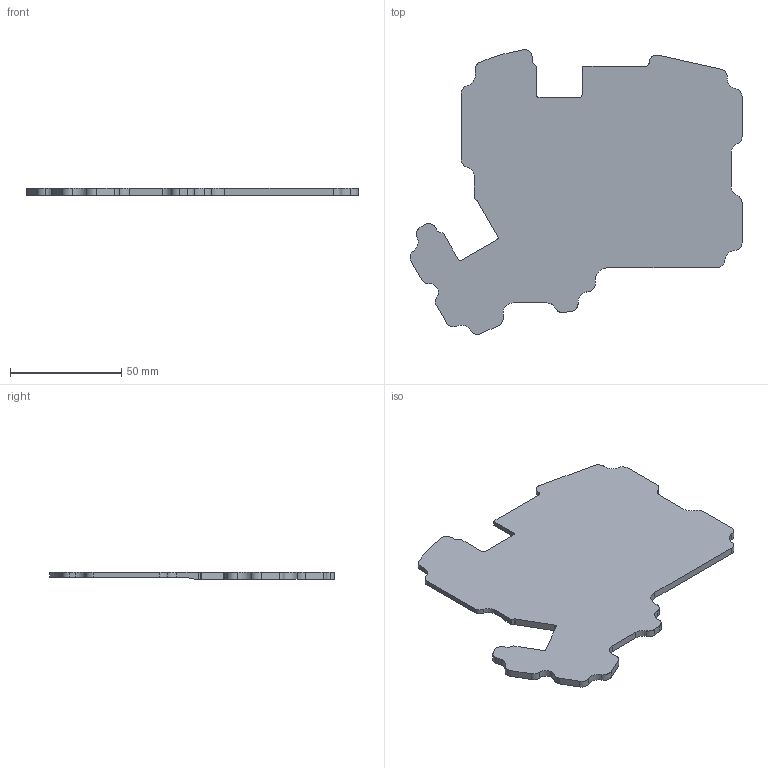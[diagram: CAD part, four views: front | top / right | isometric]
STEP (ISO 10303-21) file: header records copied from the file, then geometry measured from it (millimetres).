
FILE_DESCRIPTION(/* description */ (''),/* implementation_level */ '2;1');
FILE_NAME(/* name */ 'Iris AE Insert Right.step',/* time_stamp */ '2023-03-21T22:41:30-04:00',/* author */ (''),/* organization */ (''),/* preprocessor_version */ 'ST-DEVELOPER v19.2',/* originating_system */ 'Autodesk Translation Framework v11.17.0.187',/* authorisation */ '');
FILE_SCHEMA (('AUTOMOTIVE_DESIGN { 1 0 10303 214 3 1 1 }'));
Length unit declared in the file: millimetre
Products named in the file (2): Iris AE Case; Insert(Mirror)
Assembly tree (1 placements, depth 2):
  Iris AE Case
    Insert(Mirror)
Bounding box: 149.16 x 127.94 x 3.16 mm (x, y, z)
Volume: 32558.5 mm3; surface area: 26515.5 mm2
Topology: 1 solids, 1 shells, 85 faces, 249 edges, 166 vertices
Faces by surface type: cylinder 35, plane 34, bspline 16
Entity records: 3450 total; most frequent: CARTESIAN_POINT 1156, ORIENTED_EDGE 498, DIRECTION 434, EDGE_CURVE 249, VERTEX_POINT 166, LINE 146, VECTOR 146, AXIS2_PLACEMENT_3D 144
